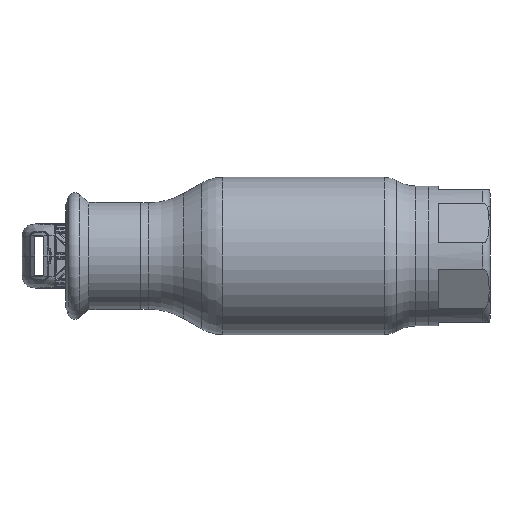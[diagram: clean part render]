
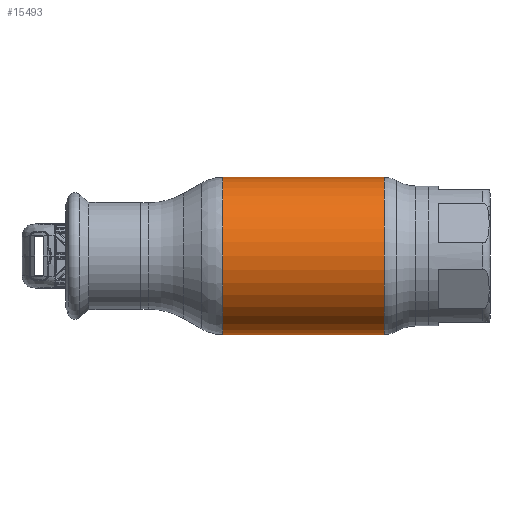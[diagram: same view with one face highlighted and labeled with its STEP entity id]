
A CAD part, front view. The second image highlights one B-rep face of the part: STEP entity #15493.
In plain terms, the highlighted cylindrical face has radius 33.34 mm (diameter 66.68 mm), a partial arc.
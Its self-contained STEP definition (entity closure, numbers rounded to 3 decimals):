
#333 = CARTESIAN_POINT ( 'NONE',  ( -62.69, 0., 33.34 ) ) ;
#798 = DIRECTION ( 'NONE',  ( -1., 0., 0. ) ) ;
#1478 = EDGE_CURVE ( 'NONE', #11559, #59747, #20977, .T. ) ;
#3490 = ORIENTED_EDGE ( 'NONE', *, *, #28999, .T. ) ;
#4566 = AXIS2_PLACEMENT_3D ( 'NONE', #61880, #798, #25709 ) ;
#5074 = ORIENTED_EDGE ( 'NONE', *, *, #1478, .F. ) ;
#5410 = DIRECTION ( 'NONE',  ( -1., 0., 0. ) ) ;
#8319 = EDGE_CURVE ( 'NONE', #11559, #16495, #47307, .T. ) ;
#9538 = VECTOR ( 'NONE', #5410, 1000. ) ;
#11559 = VERTEX_POINT ( 'NONE', #62267 ) ;
#13154 = CYLINDRICAL_SURFACE ( 'NONE', #48901, 33.34 ) ;
#13830 = CARTESIAN_POINT ( 'NONE',  ( -62.69, 0., -33.34 ) ) ;
#15493 = ADVANCED_FACE ( 'NONE', ( #41608 ), #13154, .T. ) ;
#16495 = VERTEX_POINT ( 'NONE', #31957 ) ;
#18959 = CIRCLE ( 'NONE', #4566, 33.34 ) ;
#19082 = DIRECTION ( 'NONE',  ( -1., 0., 0. ) ) ;
#20977 = LINE ( 'NONE', #13830, #32830 ) ;
#22378 = AXIS2_PLACEMENT_3D ( 'NONE', #61387, #30958, #31186 ) ;
#23378 = CARTESIAN_POINT ( 'NONE',  ( -34.177, 0., -33.34 ) ) ;
#24180 = CARTESIAN_POINT ( 'NONE',  ( -62.69, 0., 0. ) ) ;
#25709 = DIRECTION ( 'NONE',  ( 0., 0., 1. ) ) ;
#28241 = CARTESIAN_POINT ( 'NONE',  ( -34.177, 0., 33.34 ) ) ;
#28999 = EDGE_CURVE ( 'NONE', #16495, #38488, #45099, .T. ) ;
#30958 = DIRECTION ( 'NONE',  ( -1., 0., 0. ) ) ;
#31186 = DIRECTION ( 'NONE',  ( 0., 0., 1. ) ) ;
#31957 = CARTESIAN_POINT ( 'NONE',  ( 34.177, 0., 33.34 ) ) ;
#32830 = VECTOR ( 'NONE', #39224, 1000. ) ;
#34758 = DIRECTION ( 'NONE',  ( 0., 0., 1. ) ) ;
#36866 = EDGE_CURVE ( 'NONE', #59747, #38488, #18959, .T. ) ;
#38488 = VERTEX_POINT ( 'NONE', #28241 ) ;
#39224 = DIRECTION ( 'NONE',  ( -1., 0., 0. ) ) ;
#41608 = FACE_OUTER_BOUND ( 'NONE', #45514, .T. ) ;
#45099 = LINE ( 'NONE', #333, #9538 ) ;
#45514 = EDGE_LOOP ( 'NONE', ( #5074, #49193, #3490, #48144 ) ) ;
#47307 = CIRCLE ( 'NONE', #22378, 33.34 ) ;
#48144 = ORIENTED_EDGE ( 'NONE', *, *, #36866, .F. ) ;
#48901 = AXIS2_PLACEMENT_3D ( 'NONE', #24180, #19082, #34758 ) ;
#49193 = ORIENTED_EDGE ( 'NONE', *, *, #8319, .T. ) ;
#59747 = VERTEX_POINT ( 'NONE', #23378 ) ;
#61387 = CARTESIAN_POINT ( 'NONE',  ( 34.177, 0., 0. ) ) ;
#61880 = CARTESIAN_POINT ( 'NONE',  ( -34.177, 0., 0. ) ) ;
#62267 = CARTESIAN_POINT ( 'NONE',  ( 34.177, 0., -33.34 ) ) ;
